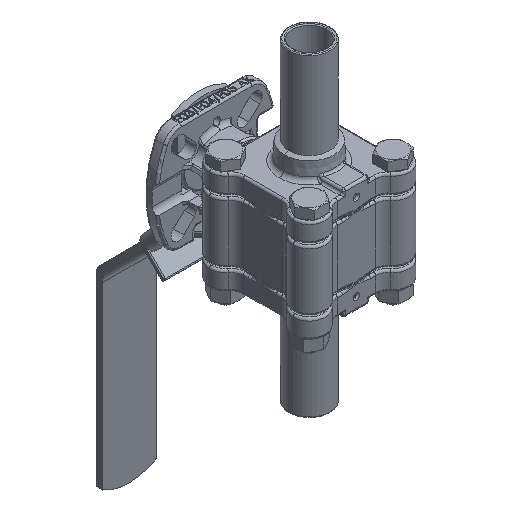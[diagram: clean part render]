
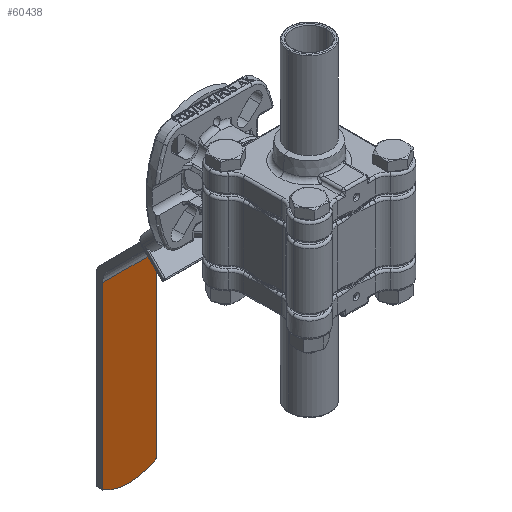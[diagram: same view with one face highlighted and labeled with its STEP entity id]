
A CAD part, isometric view. The second image highlights one B-rep face of the part: STEP entity #60438.
In plain terms, the highlighted planar face has unit normal (0, -1, 0).
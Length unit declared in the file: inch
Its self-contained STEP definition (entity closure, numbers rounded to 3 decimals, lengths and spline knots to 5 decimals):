
#1569 = VECTOR ( 'NONE', #30393, 39.37008 ) ;
#2001 = PLANE ( 'NONE',  #52186 ) ;
#3272 = VECTOR ( 'NONE', #32126, 39.37008 ) ;
#5040 = CARTESIAN_POINT ( 'NONE',  ( 0.49213, 3.2874, -2.39424 ) ) ;
#11474 = EDGE_LOOP ( 'NONE', ( #40346, #51900, #45882, #44781 ) ) ;
#15534 = CARTESIAN_POINT ( 'NONE',  ( 0.49213, 3.2874, -2.39424 ) ) ;
#15758 = DIRECTION ( 'NONE',  ( 0., 0., -1. ) ) ;
#19369 = DIRECTION ( 'NONE',  ( 0., 0., 1. ) ) ;
#20347 = DIRECTION ( 'NONE',  ( 0., 1., 0. ) ) ;
#21691 = EDGE_CURVE ( 'NONE', #24500, #56282, #27218, .T. ) ;
#22922 = CARTESIAN_POINT ( 'NONE',  ( -0.49213, 3.2874, -2.39424 ) ) ;
#24500 = VERTEX_POINT ( 'NONE', #5040 ) ;
#27218 = LINE ( 'NONE', #59839, #3272 ) ;
#30393 = DIRECTION ( 'NONE',  ( 0., 0., -1. ) ) ;
#30480 = CIRCLE ( 'NONE', #59425, 0.98425 ) ;
#30523 = VECTOR ( 'NONE', #58081, 39.37008 ) ;
#32126 = DIRECTION ( 'NONE',  ( -1., 0., 0. ) ) ;
#34836 = CARTESIAN_POINT ( 'NONE',  ( 0.49213, 3.2874, -5.67522 ) ) ;
#35738 = LINE ( 'NONE', #38527, #30523 ) ;
#38527 = CARTESIAN_POINT ( 'NONE',  ( -0.49213, 3.2874, -2.39424 ) ) ;
#39985 = EDGE_CURVE ( 'NONE', #56282, #61183, #35738, .T. ) ;
#40346 = ORIENTED_EDGE ( 'NONE', *, *, #61257, .F. ) ;
#43666 = DIRECTION ( 'NONE',  ( 0., 1., 0. ) ) ;
#44781 = ORIENTED_EDGE ( 'NONE', *, *, #39985, .T. ) ;
#45882 = ORIENTED_EDGE ( 'NONE', *, *, #21691, .T. ) ;
#47893 = CARTESIAN_POINT ( 'NONE',  ( -0.49213, 3.2874, -5.67522 ) ) ;
#48892 = VERTEX_POINT ( 'NONE', #34836 ) ;
#49485 = LINE ( 'NONE', #15534, #1569 ) ;
#50871 = FACE_OUTER_BOUND ( 'NONE', #11474, .T. ) ;
#51900 = ORIENTED_EDGE ( 'NONE', *, *, #58605, .F. ) ;
#52186 = AXIS2_PLACEMENT_3D ( 'NONE', #58943, #20347, #15758 ) ;
#56282 = VERTEX_POINT ( 'NONE', #22922 ) ;
#57560 = CARTESIAN_POINT ( 'NONE',  ( 0., 3.2874, -4.82283 ) ) ;
#58081 = DIRECTION ( 'NONE',  ( 0., 0., -1. ) ) ;
#58605 = EDGE_CURVE ( 'NONE', #24500, #48892, #49485, .T. ) ;
#58943 = CARTESIAN_POINT ( 'NONE',  ( 0.49213, 3.2874, -2.39424 ) ) ;
#59425 = AXIS2_PLACEMENT_3D ( 'NONE', #57560, #43666, #19369 ) ;
#59839 = CARTESIAN_POINT ( 'NONE',  ( 0.49213, 3.2874, -2.39424 ) ) ;
#60438 = ADVANCED_FACE ( 'NONE', ( #50871 ), #2001, .F. ) ;
#61183 = VERTEX_POINT ( 'NONE', #47893 ) ;
#61257 = EDGE_CURVE ( 'NONE', #48892, #61183, #30480, .T. ) ;
